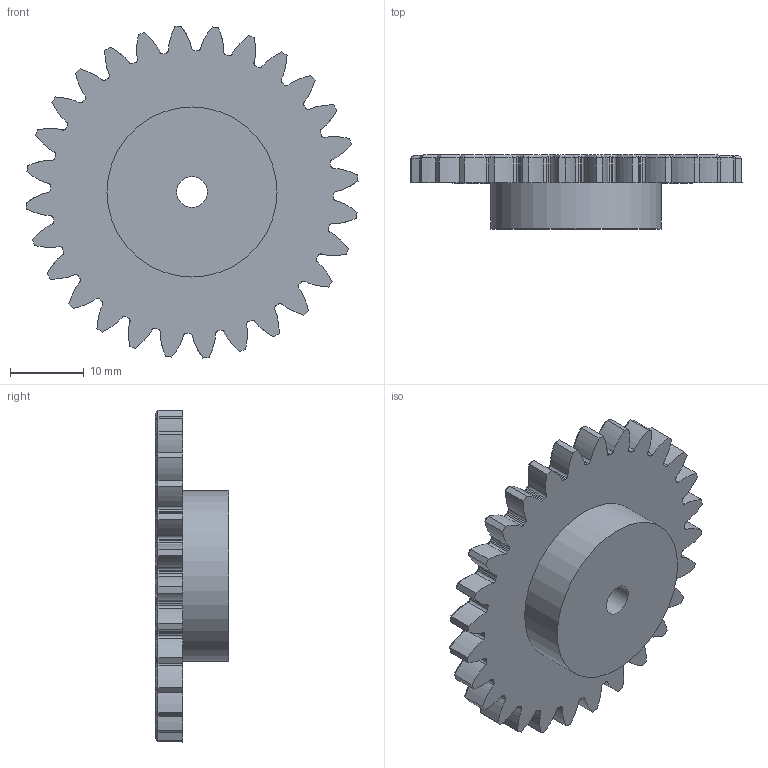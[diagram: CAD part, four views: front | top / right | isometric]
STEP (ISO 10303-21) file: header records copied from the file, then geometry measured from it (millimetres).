
FILE_DESCRIPTION(('STEP AP242'), '1');
FILE_NAME('øåñòåðíÿ âåäîìàÿ', '', ('UNSPECIFIED'), ('UNSPECIFIED'), 'C3D Converter', 'C3D Toolkit', '');
FILE_SCHEMA(('AP242_MANAGED_MODEL_BASED_3D_ENGINEERING_MIM_LF { 1 0 10303 442 1 1 4 }'));
Length unit declared in the file: millimetre
Products named in the file (1): Nodes
Bounding box: 44.91 x 10 x 44.91 mm (x, y, z)
Volume: 7582.6 mm3; surface area: 4187.2 mm2
Topology: 1 solids, 1 shells, 398 faces, 988 edges, 593 vertices
Faces by surface type: plane 171, bspline 112, cylinder 58, cone 57
Full cylindrical faces by diameter (mm): 4.2 x1, 23 x1
Entity records: 26770 total; most frequent: CARTESIAN_POINT 15129, ORIENTED_EDGE 1970, DIRECTION 1368, EDGE_CURVE 985, VERTEX_POINT 593, AXIS2_PLACEMENT_3D 460, LINE 448, VECTOR 448
